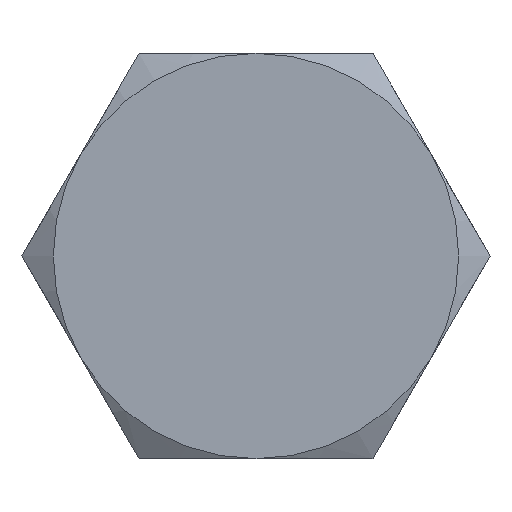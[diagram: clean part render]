
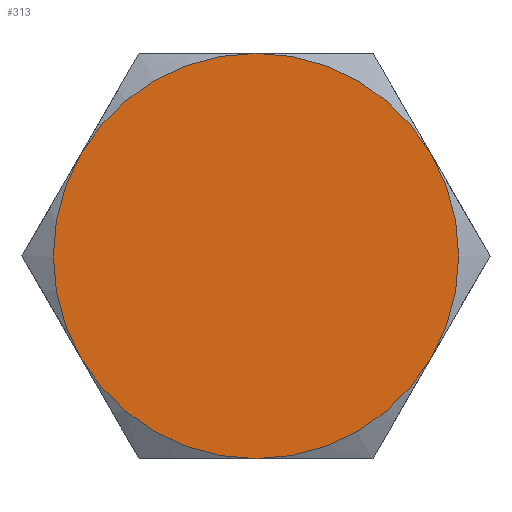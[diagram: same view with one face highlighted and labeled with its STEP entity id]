
A CAD part, left-side view. The second image highlights one B-rep face of the part: STEP entity #313.
In plain terms, the highlighted planar face has unit normal (-1, 0, 0).
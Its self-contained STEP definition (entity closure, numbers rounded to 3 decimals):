
#37=PLANE('',#368);
#58=FACE_OUTER_BOUND('',#80,.T.);
#80=EDGE_LOOP('',(#269,#270,#271,#272,#273,#274));
#124=CIRCLE('',#349,6.5);
#125=CIRCLE('',#351,6.5);
#126=CIRCLE('',#353,6.5);
#127=CIRCLE('',#355,6.5);
#128=CIRCLE('',#357,6.5);
#129=CIRCLE('',#359,6.5);
#138=VERTEX_POINT('',#480);
#140=VERTEX_POINT('',#485);
#142=VERTEX_POINT('',#492);
#143=VERTEX_POINT('',#501);
#146=VERTEX_POINT('',#512);
#147=VERTEX_POINT('',#521);
#167=EDGE_CURVE('',#140,#138,#124,.T.);
#171=EDGE_CURVE('',#142,#140,#125,.T.);
#173=EDGE_CURVE('',#138,#143,#126,.T.);
#177=EDGE_CURVE('',#146,#142,#127,.T.);
#179=EDGE_CURVE('',#143,#147,#128,.T.);
#183=EDGE_CURVE('',#147,#146,#129,.T.);
#269=ORIENTED_EDGE('',*,*,#167,.T.);
#270=ORIENTED_EDGE('',*,*,#173,.T.);
#271=ORIENTED_EDGE('',*,*,#179,.T.);
#272=ORIENTED_EDGE('',*,*,#183,.T.);
#273=ORIENTED_EDGE('',*,*,#177,.T.);
#274=ORIENTED_EDGE('',*,*,#171,.T.);
#313=ADVANCED_FACE('',(#58),#37,.F.);
#349=AXIS2_PLACEMENT_3D('',#486,#396,#397);
#351=AXIS2_PLACEMENT_3D('',#499,#400,#401);
#353=AXIS2_PLACEMENT_3D('',#506,#404,#405);
#355=AXIS2_PLACEMENT_3D('',#519,#408,#409);
#357=AXIS2_PLACEMENT_3D('',#526,#412,#413);
#359=AXIS2_PLACEMENT_3D('',#538,#416,#417);
#368=AXIS2_PLACEMENT_3D('',#566,#446,#447);
#396=DIRECTION('center_axis',(-1.,0.,0.));
#397=DIRECTION('ref_axis',(0.,1.,0.));
#400=DIRECTION('center_axis',(-1.,0.,0.));
#401=DIRECTION('ref_axis',(0.,1.,0.));
#404=DIRECTION('center_axis',(-1.,0.,0.));
#405=DIRECTION('ref_axis',(0.,1.,0.));
#408=DIRECTION('center_axis',(-1.,0.,0.));
#409=DIRECTION('ref_axis',(0.,1.,0.));
#412=DIRECTION('center_axis',(-1.,0.,0.));
#413=DIRECTION('ref_axis',(0.,1.,0.));
#416=DIRECTION('center_axis',(-1.,0.,0.));
#417=DIRECTION('ref_axis',(0.,1.,0.));
#446=DIRECTION('center_axis',(1.,0.,0.));
#447=DIRECTION('ref_axis',(0.,0.,-1.));
#480=CARTESIAN_POINT('',(-5.3,5.629,3.25));
#485=CARTESIAN_POINT('',(-5.3,0.,6.5));
#486=CARTESIAN_POINT('Origin',(-5.3,0.,0.));
#492=CARTESIAN_POINT('',(-5.3,-5.629,3.25));
#499=CARTESIAN_POINT('Origin',(-5.3,0.,0.));
#501=CARTESIAN_POINT('',(-5.3,5.629,-3.25));
#506=CARTESIAN_POINT('Origin',(-5.3,0.,0.));
#512=CARTESIAN_POINT('',(-5.3,-5.629,-3.25));
#519=CARTESIAN_POINT('Origin',(-5.3,0.,0.));
#521=CARTESIAN_POINT('',(-5.3,0.,-6.5));
#526=CARTESIAN_POINT('Origin',(-5.3,0.,0.));
#538=CARTESIAN_POINT('Origin',(-5.3,0.,0.));
#566=CARTESIAN_POINT('Origin',(-5.3,0.,
0.));
